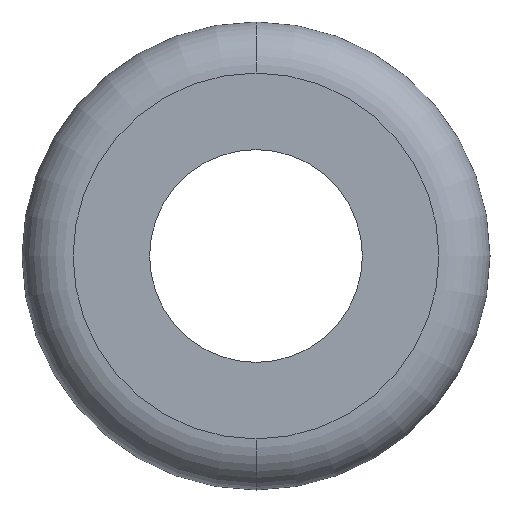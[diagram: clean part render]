
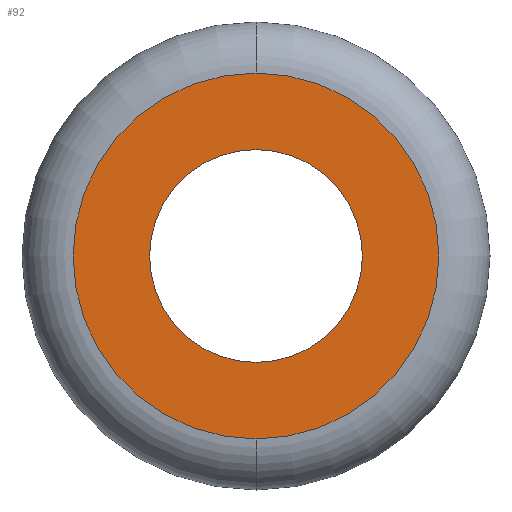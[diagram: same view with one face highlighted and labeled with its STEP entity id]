
A CAD part, front view. The second image highlights one B-rep face of the part: STEP entity #92.
In plain terms, the highlighted planar face has unit normal (0, -1, 0).
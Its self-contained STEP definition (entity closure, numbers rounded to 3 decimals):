
#22 = EDGE_CURVE ( 'NONE', #32, #26, #178, .T. ) ;
#26 = VERTEX_POINT ( 'NONE', #172 ) ;
#32 = VERTEX_POINT ( 'NONE', #188 ) ;
#63 = VERTEX_POINT ( 'NONE', #378 ) ;
#65 = ORIENTED_EDGE ( 'NONE', *, *, #131, .F. ) ;
#74 = EDGE_LOOP ( 'NONE', ( #111, #65 ) ) ;
#92 = ADVANCED_FACE ( 'NONE', ( #272, #271 ), #292, .F. ) ;
#106 = VERTEX_POINT ( 'NONE', #302 ) ;
#111 = ORIENTED_EDGE ( 'NONE', *, *, #112, .F. ) ;
#112 = EDGE_CURVE ( 'NONE', #106, #63, #340, .T. ) ;
#113 = ORIENTED_EDGE ( 'NONE', *, *, #128, .T. ) ;
#115 = EDGE_LOOP ( 'NONE', ( #113, #133 ) ) ;
#128 = EDGE_CURVE ( 'NONE', #26, #32, #353, .T. ) ;
#131 = EDGE_CURVE ( 'NONE', #63, #106, #447, .T. ) ;
#133 = ORIENTED_EDGE ( 'NONE', *, *, #22, .T. ) ;
#172 = CARTESIAN_POINT ( 'NONE',  ( 0., 0., 4.3 ) ) ;
#175 = DIRECTION ( 'NONE',  ( 0., 0., 1. ) ) ;
#176 = AXIS2_PLACEMENT_3D ( 'NONE', #197, #179, #175 ) ;
#178 = CIRCLE ( 'NONE', #176, 4.3 ) ;
#179 = DIRECTION ( 'NONE',  ( 0., -1., 0. ) ) ;
#188 = CARTESIAN_POINT ( 'NONE',  ( 0., 0., -4.3 ) ) ;
#197 = CARTESIAN_POINT ( 'NONE',  ( 0., 0., 0. ) ) ;
#271 = FACE_BOUND ( 'NONE', #74, .T. ) ;
#272 = FACE_OUTER_BOUND ( 'NONE', #115, .T. ) ;
#287 = DIRECTION ( 'NONE',  ( 0., 0., 1. ) ) ;
#288 = DIRECTION ( 'NONE',  ( 0., 1., 0. ) ) ;
#289 = CARTESIAN_POINT ( 'NONE',  ( -2.5, 0., 0. ) ) ;
#290 = AXIS2_PLACEMENT_3D ( 'NONE', #289, #288, #287 ) ;
#292 = PLANE ( 'NONE',  #290 ) ;
#302 = CARTESIAN_POINT ( 'NONE',  ( 0., 0., -2.5 ) ) ;
#336 = DIRECTION ( 'NONE',  ( 0., 0., -1. ) ) ;
#337 = DIRECTION ( 'NONE',  ( 0., -1., 0. ) ) ;
#338 = CARTESIAN_POINT ( 'NONE',  ( 0., 0., 0. ) ) ;
#339 = AXIS2_PLACEMENT_3D ( 'NONE', #338, #337, #336 ) ;
#340 = CIRCLE ( 'NONE', #339, 2.5 ) ;
#349 = DIRECTION ( 'NONE',  ( 0., 0., 1. ) ) ;
#350 = DIRECTION ( 'NONE',  ( 0., -1., 0. ) ) ;
#351 = CARTESIAN_POINT ( 'NONE',  ( 0., 0., 0. ) ) ;
#352 = AXIS2_PLACEMENT_3D ( 'NONE', #351, #350, #349 ) ;
#353 = CIRCLE ( 'NONE', #352, 4.3 ) ;
#378 = CARTESIAN_POINT ( 'NONE',  ( 0., 0., 2.5 ) ) ;
#447 = CIRCLE ( 'NONE', #480, 2.5 ) ;
#455 = DIRECTION ( 'NONE',  ( 0., 0., -1. ) ) ;
#456 = DIRECTION ( 'NONE',  ( 0., -1., 0. ) ) ;
#457 = CARTESIAN_POINT ( 'NONE',  ( 0., 0., 0. ) ) ;
#480 = AXIS2_PLACEMENT_3D ( 'NONE', #457, #456, #455 ) ;
